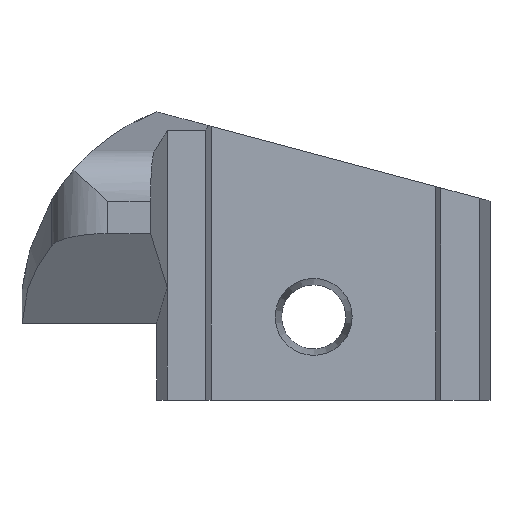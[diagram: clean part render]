
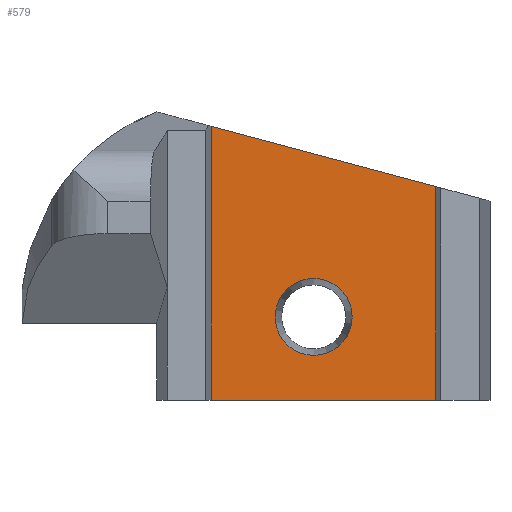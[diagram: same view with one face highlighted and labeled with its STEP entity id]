
A CAD part, left-side view. The second image highlights one B-rep face of the part: STEP entity #579.
In plain terms, the highlighted planar face has unit normal (-1, 0, 0).
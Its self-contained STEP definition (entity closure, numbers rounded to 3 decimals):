
#40=LINE('',#832,#105);
#41=LINE('',#834,#106);
#42=LINE('',#836,#107);
#43=LINE('',#837,#108);
#105=VECTOR('',#676,36.235);
#106=VECTOR('',#677,42.722);
#107=VECTOR('',#678,35.);
#108=VECTOR('',#679,33.344);
#167=PLANE('',#617);
#193=FACE_BOUND('',#233,.T.);
#197=FACE_OUTER_BOUND('',#232,.T.);
#232=EDGE_LOOP('',(#417,#418,#419,#420));
#233=EDGE_LOOP('',(#421));
#265=CIRCLE('',#616,6.);
#273=VERTEX_POINT('',#827);
#274=VERTEX_POINT('',#830);
#275=VERTEX_POINT('',#831);
#276=VERTEX_POINT('',#833);
#277=VERTEX_POINT('',#835);
#329=EDGE_CURVE('',#273,#273,#265,.T.);
#330=EDGE_CURVE('',#274,#275,#40,.T.);
#331=EDGE_CURVE('',#276,#275,#41,.T.);
#332=EDGE_CURVE('',#277,#276,#42,.T.);
#333=EDGE_CURVE('',#277,#274,#43,.T.);
#417=ORIENTED_EDGE('',*,*,#330,.T.);
#418=ORIENTED_EDGE('',*,*,#331,.F.);
#419=ORIENTED_EDGE('',*,*,#332,.F.);
#420=ORIENTED_EDGE('',*,*,#333,.T.);
#421=ORIENTED_EDGE('',*,*,#329,.F.);
#579=ADVANCED_FACE('',(#197,#193),#167,.T.);
#616=AXIS2_PLACEMENT_3D('',#828,#672,#673);
#617=AXIS2_PLACEMENT_3D('',#829,#674,#675);
#672=DIRECTION('center_axis',(-1.,0.,0.));
#673=DIRECTION('ref_axis',(0.,0.,-1.));
#674=DIRECTION('center_axis',(-1.,0.,0.));
#675=DIRECTION('ref_axis',(0.,0.,1.));
#676=DIRECTION('',(0.,0.966,0.259));
#677=DIRECTION('',(0.,0.,1.));
#678=DIRECTION('',(0.,1.,0.));
#679=DIRECTION('',(0.,0.,1.));
#827=CARTESIAN_POINT('',(-10.052,27.5,19.));
#828=CARTESIAN_POINT('Origin',(-10.052,27.5,13.));
#829=CARTESIAN_POINT('Origin',(-10.052,8.5,0.));
#830=CARTESIAN_POINT('',(-10.052,8.5,33.344));
#831=CARTESIAN_POINT('',(-10.052,43.5,42.722));
#832=CARTESIAN_POINT('',(-10.052,0.082,31.089));
#833=CARTESIAN_POINT('',(-10.052,43.5,0.));
#834=CARTESIAN_POINT('',(-10.052,43.5,0.));
#835=CARTESIAN_POINT('',(-10.052,8.5,0.));
#836=CARTESIAN_POINT('',(-10.052,8.5,0.));
#837=CARTESIAN_POINT('',(-10.052,8.5,0.));
